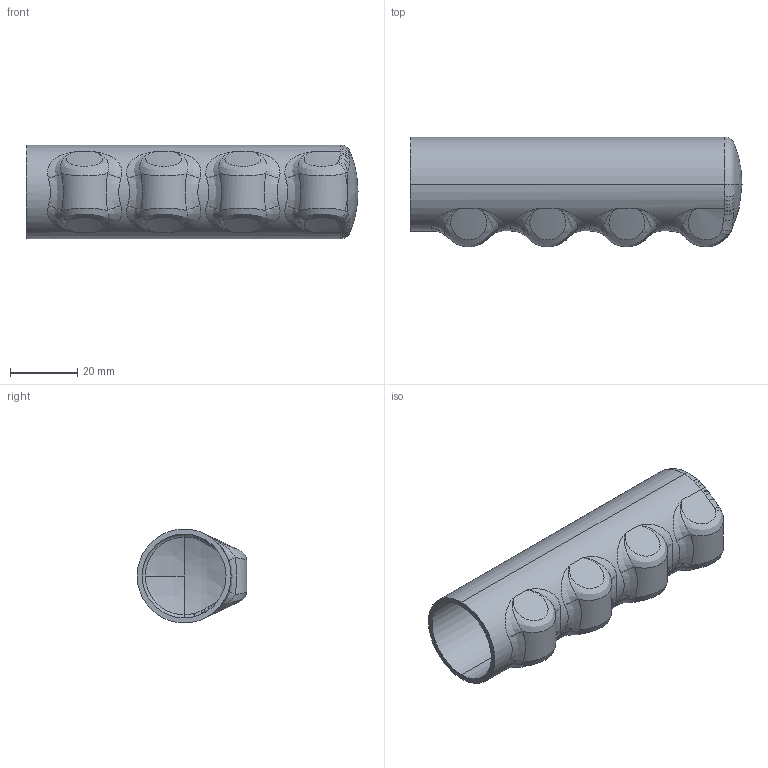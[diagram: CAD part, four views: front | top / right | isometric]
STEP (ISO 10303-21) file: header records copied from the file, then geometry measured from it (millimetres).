
FILE_DESCRIPTION (( 'STEP AP203' ), '1' );
FILE_NAME ('GH-GR-B24.STEP', '2023-02-21T07:50:14', ( '' ), ( '' ), 'SwSTEP 2.0', 'SolidWorks 2016', '' );
FILE_SCHEMA (( 'CONFIG_CONTROL_DESIGN' ));
Length unit declared in the file: millimetre
Products named in the file (1): GH-GR-B24
Bounding box: 99.03 x 32.7 x 28 mm (x, y, z)
Volume: 13688.8 mm3; surface area: 18382 mm2
Topology: 1 solids, 1 shells, 143 faces, 362 edges, 196 vertices
Faces by surface type: bspline 108, cylinder 28, sphere 4, torus 2, plane 1
Entity records: 13836 total; most frequent: CARTESIAN_POINT 11356, ORIENTED_EDGE 660, EDGE_CURVE 330, DIRECTION 262, B_SPLINE_CURVE_WITH_KNOTS 225, VERTEX_POINT 196, EDGE_LOOP 150, FACE_OUTER_BOUND 143
